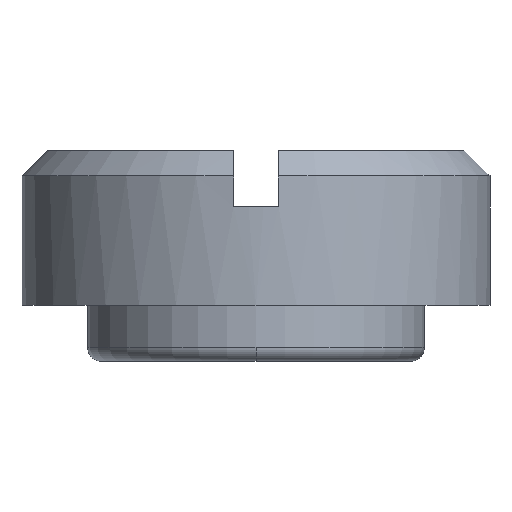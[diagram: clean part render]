
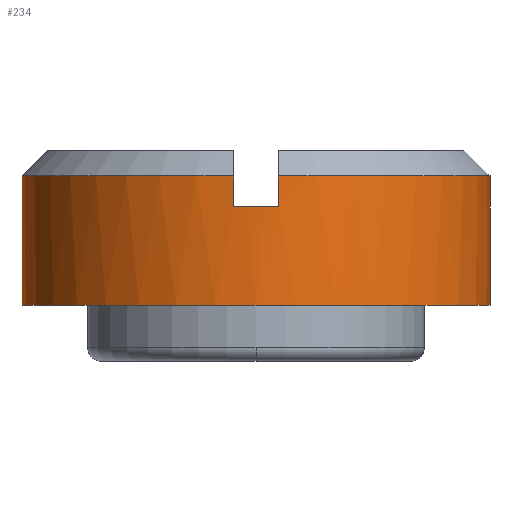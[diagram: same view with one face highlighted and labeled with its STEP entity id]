
A CAD part, front view. The second image highlights one B-rep face of the part: STEP entity #234.
In plain terms, the highlighted cylindrical face has radius 8.331 mm (diameter 16.662 mm), a partial arc.
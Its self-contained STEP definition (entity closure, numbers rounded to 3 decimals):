
#28 = VERTEX_POINT ( 'NONE', #308 ) ;
#30 = VERTEX_POINT ( 'NONE', #320 ) ;
#47 = EDGE_CURVE ( 'NONE', #48, #58, #473, .T. ) ;
#48 = VERTEX_POINT ( 'NONE', #464 ) ;
#55 = EDGE_CURVE ( 'NONE', #28, #30, #375, .T. ) ;
#58 = VERTEX_POINT ( 'NONE', #366 ) ;
#106 = EDGE_CURVE ( 'NONE', #107, #48, #434, .T. ) ;
#107 = VERTEX_POINT ( 'NONE', #397 ) ;
#116 = VERTEX_POINT ( 'NONE', #389 ) ;
#118 = EDGE_CURVE ( 'NONE', #122, #116, #485, .T. ) ;
#122 = VERTEX_POINT ( 'NONE', #428 ) ;
#129 = EDGE_CURVE ( 'NONE', #107, #122, #420, .T. ) ;
#140 = EDGE_CURVE ( 'NONE', #116, #163, #522, .T. ) ;
#163 = VERTEX_POINT ( 'NONE', #559 ) ;
#206 = EDGE_CURVE ( 'NONE', #28, #163, #643, .T. ) ;
#217 = ORIENTED_EDGE ( 'NONE', *, *, #140, .F. ) ;
#218 = ORIENTED_EDGE ( 'NONE', *, *, #129, .F. ) ;
#219 = ORIENTED_EDGE ( 'NONE', *, *, #47, .T. ) ;
#220 = ORIENTED_EDGE ( 'NONE', *, *, #106, .T. ) ;
#221 = EDGE_LOOP ( 'NONE', ( #222, #232, #217, #861, #218, #220, #219, #223 ) ) ;
#222 = ORIENTED_EDGE ( 'NONE', *, *, #55, .F. ) ;
#223 = ORIENTED_EDGE ( 'NONE', *, *, #243, .F. ) ;
#232 = ORIENTED_EDGE ( 'NONE', *, *, #206, .T. ) ;
#234 = ADVANCED_FACE ( 'NONE', ( #671 ), #670, .T. ) ;
#243 = EDGE_CURVE ( 'NONE', #30, #58, #708, .T. ) ;
#300 = DIRECTION ( 'NONE',  ( 0., 0., 1. ) ) ;
#308 = CARTESIAN_POINT ( 'NONE',  ( 8.331, 0., 4.6 ) ) ;
#320 = CARTESIAN_POINT ( 'NONE',  ( 8.331, 0., 0. ) ) ;
#366 = CARTESIAN_POINT ( 'NONE',  ( -8.331, 0., 0. ) ) ;
#372 = DIRECTION ( 'NONE',  ( 0., 0., -1. ) ) ;
#373 = VECTOR ( 'NONE', #372, 1000. ) ;
#374 = CARTESIAN_POINT ( 'NONE',  ( 8.331, 0., 5.06 ) ) ;
#375 = LINE ( 'NONE', #374, #373 ) ;
#389 = CARTESIAN_POINT ( 'NONE',  ( 0.8, -8.293, 3.5 ) ) ;
#397 = CARTESIAN_POINT ( 'NONE',  ( -0.8, -8.293, 4.6 ) ) ;
#398 = DIRECTION ( 'NONE',  ( 0., 1., 0. ) ) ;
#414 = DIRECTION ( 'NONE',  ( 0., 0., -1. ) ) ;
#415 = VECTOR ( 'NONE', #414, 1000. ) ;
#416 = CARTESIAN_POINT ( 'NONE',  ( -0.8, -8.293, 4.5 ) ) ;
#420 = LINE ( 'NONE', #416, #415 ) ;
#428 = CARTESIAN_POINT ( 'NONE',  ( -0.8, -8.293, 3.5 ) ) ;
#431 = DIRECTION ( 'NONE',  ( 0., 0., -1. ) ) ;
#432 = CARTESIAN_POINT ( 'NONE',  ( 0., 0., 4.6 ) ) ;
#433 = AXIS2_PLACEMENT_3D ( 'NONE', #432, #431, #398 ) ;
#434 = CIRCLE ( 'NONE', #433, 8.331 ) ;
#464 = CARTESIAN_POINT ( 'NONE',  ( -8.331, 0., 4.6 ) ) ;
#465 = DIRECTION ( 'NONE',  ( 0., 0., -1. ) ) ;
#466 = VECTOR ( 'NONE', #465, 1000. ) ;
#467 = CARTESIAN_POINT ( 'NONE',  ( -8.331, 0., 5.06 ) ) ;
#473 = LINE ( 'NONE', #467, #466 ) ;
#481 = DIRECTION ( 'NONE',  ( -1., 0., 0. ) ) ;
#482 = DIRECTION ( 'NONE',  ( 0., 0., 1. ) ) ;
#483 = CARTESIAN_POINT ( 'NONE',  ( 0., 0., 3.5 ) ) ;
#484 = AXIS2_PLACEMENT_3D ( 'NONE', #483, #482, #481 ) ;
#485 = CIRCLE ( 'NONE', #484, 8.331 ) ;
#513 = VECTOR ( 'NONE', #300, 1000. ) ;
#514 = CARTESIAN_POINT ( 'NONE',  ( 0.8, -8.293, 4.5 ) ) ;
#522 = LINE ( 'NONE', #514, #513 ) ;
#559 = CARTESIAN_POINT ( 'NONE',  ( 0.8, -8.293, 4.6 ) ) ;
#635 = DIRECTION ( 'NONE',  ( 0., 1., 0. ) ) ;
#638 = AXIS2_PLACEMENT_3D ( 'NONE', #644, #641, #635 ) ;
#641 = DIRECTION ( 'NONE',  ( 0., 0., -1. ) ) ;
#643 = CIRCLE ( 'NONE', #638, 8.331 ) ;
#644 = CARTESIAN_POINT ( 'NONE',  ( 0., 0., 4.6 ) ) ;
#665 = DIRECTION ( 'NONE',  ( -1., 0., 0. ) ) ;
#666 = DIRECTION ( 'NONE',  ( 0., 0., -1. ) ) ;
#667 = AXIS2_PLACEMENT_3D ( 'NONE', #669, #666, #665 ) ;
#669 = CARTESIAN_POINT ( 'NONE',  ( 0., 0., 5.06 ) ) ;
#670 = CYLINDRICAL_SURFACE ( 'NONE', #667, 8.331 ) ;
#671 = FACE_OUTER_BOUND ( 'NONE', #221, .T. ) ;
#702 = DIRECTION ( 'NONE',  ( 0., 0., -1. ) ) ;
#706 = AXIS2_PLACEMENT_3D ( 'NONE', #716, #702, #719 ) ;
#708 = CIRCLE ( 'NONE', #706, 8.331 ) ;
#716 = CARTESIAN_POINT ( 'NONE',  ( 0., 0., 0. ) ) ;
#719 = DIRECTION ( 'NONE',  ( -1., 0., 0. ) ) ;
#861 = ORIENTED_EDGE ( 'NONE', *, *, #118, .F. ) ;
